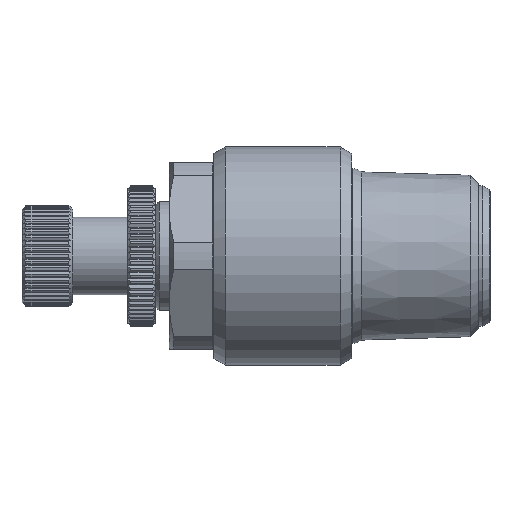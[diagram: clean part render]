
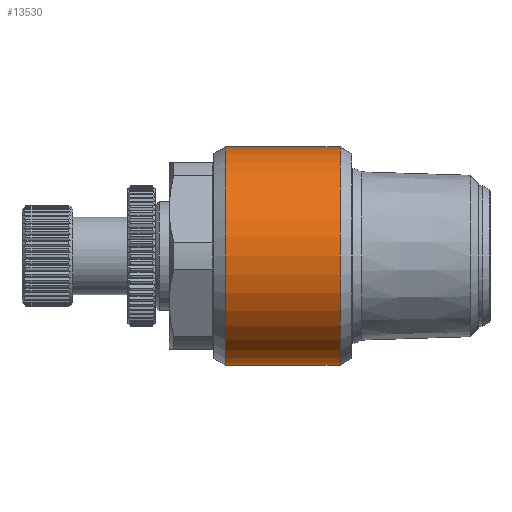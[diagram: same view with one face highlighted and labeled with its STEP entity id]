
A CAD part, left-side view. The second image highlights one B-rep face of the part: STEP entity #13530.
In plain terms, the highlighted cylindrical face has radius 14 mm (diameter 28 mm), a partial arc.
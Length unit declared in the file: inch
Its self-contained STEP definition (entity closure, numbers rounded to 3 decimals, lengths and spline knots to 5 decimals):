
#504 = AXIS2_PLACEMENT_3D ( 'NONE', #22299, #9513, #5320 ) ;
#702 = EDGE_CURVE ( 'NONE', #1499, #19329, #2802, .T. ) ;
#1411 = EDGE_CURVE ( 'NONE', #8225, #1499, #10482, .T. ) ;
#1499 = VERTEX_POINT ( 'NONE', #13856 ) ;
#2361 = FACE_OUTER_BOUND ( 'NONE', #20757, .T. ) ;
#2802 = LINE ( 'NONE', #17329, #13592 ) ;
#3437 = ORIENTED_EDGE ( 'NONE', *, *, #18692, .F. ) ;
#4729 = LINE ( 'NONE', #10078, #21133 ) ;
#5165 = CARTESIAN_POINT ( 'NONE',  ( 0., 0.75787, -0.55118 ) ) ;
#5320 = DIRECTION ( 'NONE',  ( 0., 0., 1. ) ) ;
#8225 = VERTEX_POINT ( 'NONE', #5165 ) ;
#9117 = CARTESIAN_POINT ( 'NONE',  ( 0., 0.75787, 0. ) ) ;
#9243 = CARTESIAN_POINT ( 'NONE',  ( 0., 1.33858, 0. ) ) ;
#9358 = CIRCLE ( 'NONE', #20578, 0.55118 ) ;
#9513 = DIRECTION ( 'NONE',  ( 0., 1., 0. ) ) ;
#10078 = CARTESIAN_POINT ( 'NONE',  ( 0., 1.04823, -0.55118 ) ) ;
#10482 = CIRCLE ( 'NONE', #18390, 0.55118 ) ;
#11330 = DIRECTION ( 'NONE',  ( 0., 0., 1. ) ) ;
#11473 = DIRECTION ( 'NONE',  ( 0., 0., 1. ) ) ;
#13530 = ADVANCED_FACE ( 'NONE', ( #2361 ), #16134, .T. ) ;
#13592 = VECTOR ( 'NONE', #16718, 39.37008 ) ;
#13856 = CARTESIAN_POINT ( 'NONE',  ( 0., 0.75787, 0.55118 ) ) ;
#15923 = VERTEX_POINT ( 'NONE', #23556 ) ;
#16134 = CYLINDRICAL_SURFACE ( 'NONE', #504, 0.55118 ) ;
#16718 = DIRECTION ( 'NONE',  ( 0., 1., 0. ) ) ;
#17329 = CARTESIAN_POINT ( 'NONE',  ( 0., 1.04823, 0.55118 ) ) ;
#18390 = AXIS2_PLACEMENT_3D ( 'NONE', #9117, #23986, #11330 ) ;
#18692 = EDGE_CURVE ( 'NONE', #8225, #15923, #4729, .T. ) ;
#19329 = VERTEX_POINT ( 'NONE', #23482 ) ;
#20578 = AXIS2_PLACEMENT_3D ( 'NONE', #9243, #24120, #11473 ) ;
#20757 = EDGE_LOOP ( 'NONE', ( #3437, #26136, #24669, #22127 ) ) ;
#21133 = VECTOR ( 'NONE', #24909, 39.37008 ) ;
#22127 = ORIENTED_EDGE ( 'NONE', *, *, #25173, .T. ) ;
#22299 = CARTESIAN_POINT ( 'NONE',  ( 0., 1.04823, 0. ) ) ;
#23482 = CARTESIAN_POINT ( 'NONE',  ( 0., 1.33858, 0.55118 ) ) ;
#23556 = CARTESIAN_POINT ( 'NONE',  ( 0., 1.33858, -0.55118 ) ) ;
#23986 = DIRECTION ( 'NONE',  ( 0., 1., 0. ) ) ;
#24120 = DIRECTION ( 'NONE',  ( 0., -1., 0. ) ) ;
#24669 = ORIENTED_EDGE ( 'NONE', *, *, #702, .T. ) ;
#24909 = DIRECTION ( 'NONE',  ( 0., 1., 0. ) ) ;
#25173 = EDGE_CURVE ( 'NONE', #19329, #15923, #9358, .T. ) ;
#26136 = ORIENTED_EDGE ( 'NONE', *, *, #1411, .T. ) ;
